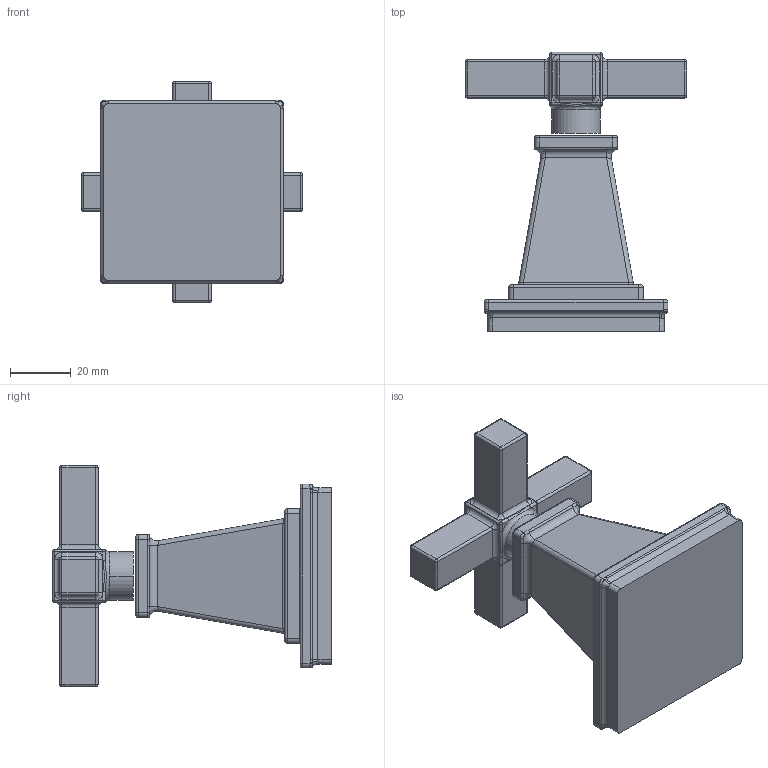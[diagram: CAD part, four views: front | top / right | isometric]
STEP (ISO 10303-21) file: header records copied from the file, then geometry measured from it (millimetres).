
FILE_DESCRIPTION((''),'2;1');
FILE_NAME('3-581','2025-05-13T20:43:55',('SwamiS'),(''),'CREO PARAMETRIC BY PTC INC, 2023134','CREO PARAMETRIC BY PTC INC, 2023134','');
FILE_SCHEMA(('CONFIG_CONTROL_DESIGN'));
Length unit declared in the file: inch
Products named in the file (1): 3-581
Bounding box: 73.03 x 92.16 x 73.03 mm (x, y, z)
Volume: 116145.5 mm3; surface area: 24107.3 mm2
Topology: 2 solids, 2 shells, 293 faces, 643 edges, 361 vertices
Faces by surface type: cylinder 122, bspline 65, plane 59, sphere 24, torus 23
Entity records: 10663 total; most frequent: CARTESIAN_POINT 4496, DIRECTION 1292, ORIENTED_EDGE 1286, EDGE_CURVE 643, AXIS2_PLACEMENT_3D 521, VERTEX_POINT 361, EDGE_LOOP 300, FACE_OUTER_BOUND 293
